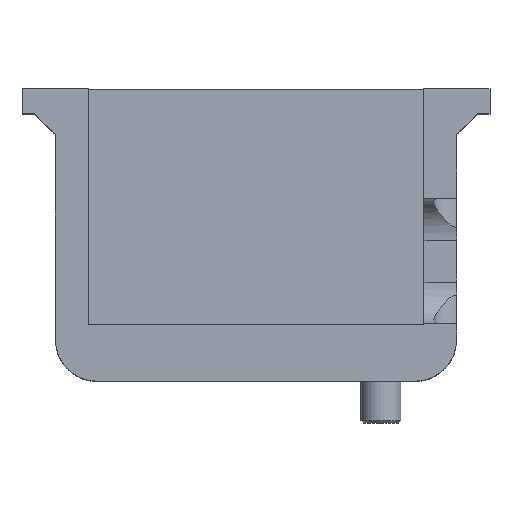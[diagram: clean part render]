
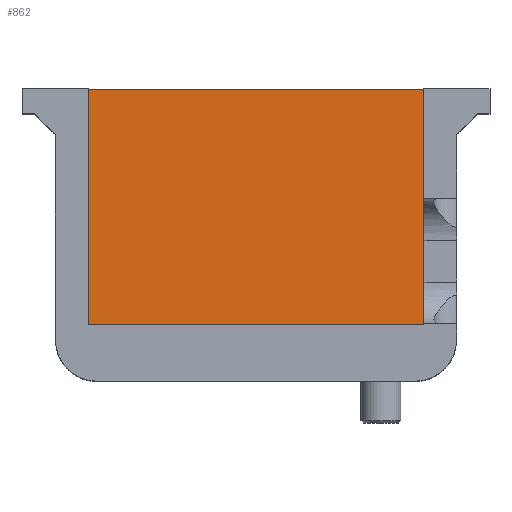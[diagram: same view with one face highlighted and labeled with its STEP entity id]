
A CAD part, top view. The second image highlights one B-rep face of the part: STEP entity #862.
In plain terms, the highlighted planar face has unit normal (0, 0, 1).
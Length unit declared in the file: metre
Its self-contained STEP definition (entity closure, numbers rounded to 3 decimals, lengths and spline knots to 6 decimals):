
#77=ORIENTED_EDGE('',*,*,#327,.T.);
#78=ORIENTED_EDGE('',*,*,#328,.T.);
#79=ORIENTED_EDGE('',*,*,#329,.T.);
#80=ORIENTED_EDGE('',*,*,#330,.F.);
#327=EDGE_CURVE('',#452,#453,#539,.T.);
#328=EDGE_CURVE('',#453,#454,#540,.T.);
#329=EDGE_CURVE('',#454,#455,#541,.T.);
#330=EDGE_CURVE('',#452,#455,#542,.T.);
#452=VERTEX_POINT('',#1257);
#453=VERTEX_POINT('',#1258);
#454=VERTEX_POINT('',#1260);
#455=VERTEX_POINT('',#1262);
#539=LINE('',#1256,#623);
#540=LINE('',#1259,#624);
#541=LINE('',#1261,#625);
#542=LINE('',#1263,#626);
#623=VECTOR('',#1008,1.);
#624=VECTOR('',#1009,1.);
#625=VECTOR('',#1010,1.);
#626=VECTOR('',#1011,1.);
#707=EDGE_LOOP('',(#77,#78,#79,#80));
#769=FACE_BOUND('',#707,.T.);
#831=PLANE('',#922);
#862=ADVANCED_FACE('',(#769),#831,.T.);
#922=AXIS2_PLACEMENT_3D('',#1255,#1006,#1007);
#1006=DIRECTION('',(0.,0.,1.));
#1007=DIRECTION('',(1.,0.,0.));
#1008=DIRECTION('',(1.,0.,0.));
#1009=DIRECTION('',(0.,1.,0.));
#1010=DIRECTION('',(-1.,0.,0.));
#1011=DIRECTION('',(0.,1.,0.));
#1255=CARTESIAN_POINT('',(0.011002,-0.0368,-0.01));
#1256=CARTESIAN_POINT('',(0.011002,-0.05,-0.01));
#1257=CARTESIAN_POINT('',(-0.0301,-0.05,-0.01));
#1258=CARTESIAN_POINT('',(0.0101,-0.05,-0.01));
#1259=CARTESIAN_POINT('',(0.0101,-0.0368,-0.01));
#1260=CARTESIAN_POINT('',(0.0101,-0.0218,-0.01));
#1261=CARTESIAN_POINT('',(0.011002,-0.0218,-0.01));
#1262=CARTESIAN_POINT('',(-0.0301,-0.0218,-0.01));
#1263=CARTESIAN_POINT('',(-0.0301,-0.0368,-0.01));
